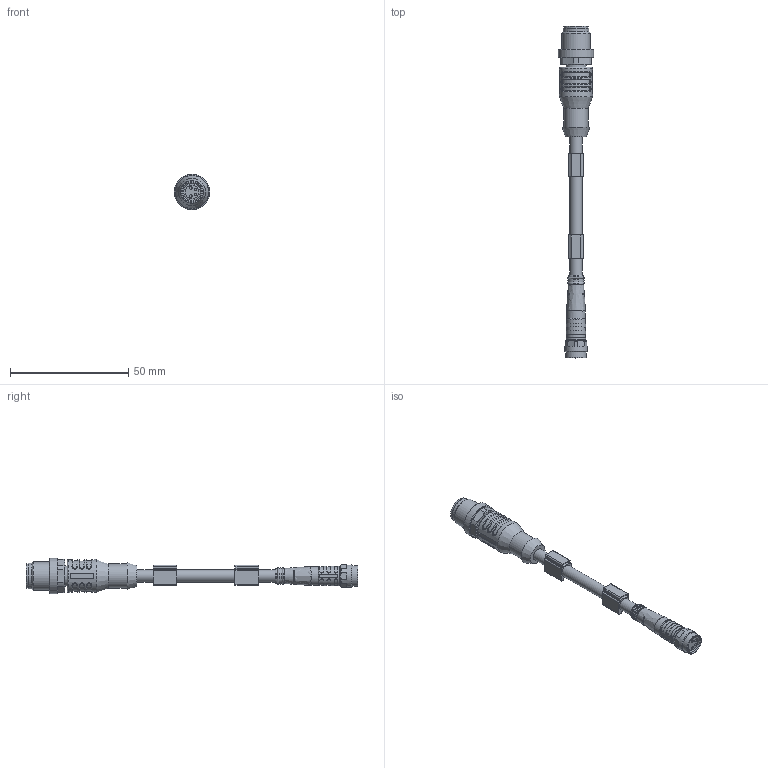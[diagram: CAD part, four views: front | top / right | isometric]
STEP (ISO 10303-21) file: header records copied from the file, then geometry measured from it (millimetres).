
FILE_DESCRIPTION(/* description */ (''),/* implementation_level */ '2;1');
FILE_NAME(/* name */ 'AL-SKP4-m-AL-WAS4_stp.stp',/* time_stamp */ '2017-07-10T11:39:15+02:00',/* author */ (''),/* organization */ (''),/* preprocessor_version */ 'ST-DEVELOPER v16',/* originating_system */ 'SIEMENS PLM Software NX 10.0',/* authorisation */ '');
FILE_SCHEMA (('AUTOMOTIVE_DESIGN { 1 0 10303 214 3 1 1 1 }'));
Length unit declared in the file: millimetre
Products named in the file (1): AL-SKP4-m-AL-WAS4_stp
Bounding box: 15 x 140.6 x 15 mm (x, y, z)
Volume: 8336.8 mm3; surface area: 5479.3 mm2
Topology: 1 solids, 1 shells, 437 faces, 1105 edges, 705 vertices
Faces by surface type: plane 168, cylinder 149, torus 38, bspline 31, extrusion 25, cone 22, sphere 4
Full cylindrical faces by diameter (mm): 1 x4, 1.1 x4, 5.2 x3, 5.7 x1, 5.9 x1, 6.501 x4, 7.2 x1, 8 x1, 8.3 x1, 8.4 x1, 8.7 x1, 8.8 x1, 9.6 x1, 10.2 x1, 10.5 x1, 10.8 x1, 12 x1, 14 x1, 15 x1
Entity records: 14874 total; most frequent: CARTESIAN_POINT 4917, ORIENTED_EDGE 2026, DIRECTION 2020, EDGE_CURVE 1013, AXIS2_PLACEMENT_3D 774, VERTEX_POINT 672, EDGE_LOOP 535, VECTOR 472
